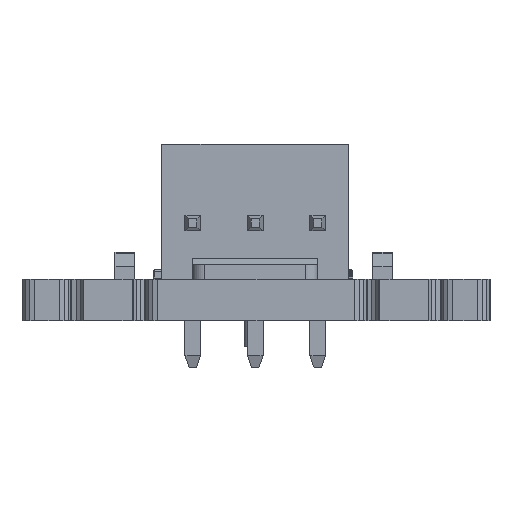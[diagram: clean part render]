
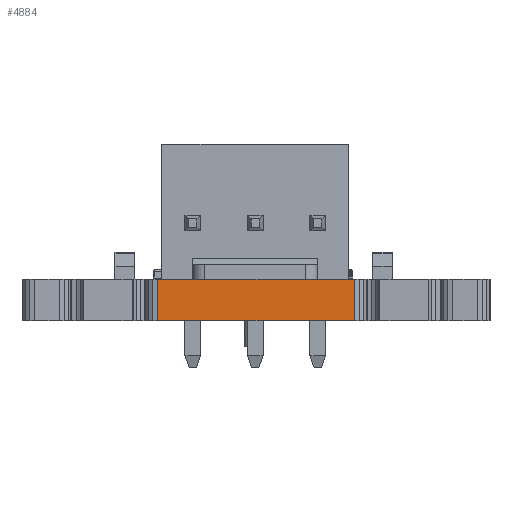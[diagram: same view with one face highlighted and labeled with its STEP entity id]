
A CAD part, left-side view. The second image highlights one B-rep face of the part: STEP entity #4884.
In plain terms, the highlighted planar face has unit normal (-1, 0, 0).
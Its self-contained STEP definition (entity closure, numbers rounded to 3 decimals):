
#107 = PLANE('',#108);
#108 = AXIS2_PLACEMENT_3D('',#109,#110,#111);
#109 = CARTESIAN_POINT('',(-10.546,-1.235,1.697));
#110 = DIRECTION('',(0.,0.,1.));
#111 = DIRECTION('',(1.,0.,0.));
#161 = PLANE('',#162);
#162 = AXIS2_PLACEMENT_3D('',#163,#164,#165);
#163 = CARTESIAN_POINT('',(-10.546,-1.235,0.));
#164 = DIRECTION('',(0.,0.,1.));
#165 = DIRECTION('',(1.,0.,0.));
#4776 = PLANE('',#4777);
#4777 = AXIS2_PLACEMENT_3D('',#4778,#4779,#4780);
#4778 = CARTESIAN_POINT('',(-15.052,4.28,0.));
#4779 = DIRECTION('',(-1.,0.015,0.));
#4780 = DIRECTION('',(0.015,1.,0.));
#4814 = VERTEX_POINT('',#4815);
#4815 = CARTESIAN_POINT('',(-15.052,4.281,1.697));
#4836 = EDGE_CURVE('',#4837,#4814,#4839,.T.);
#4837 = VERTEX_POINT('',#4838);
#4838 = CARTESIAN_POINT('',(-15.052,4.281,0.));
#4839 = SURFACE_CURVE('',#4840,(#4844,#4851),.PCURVE_S1.);
#4840 = LINE('',#4841,#4842);
#4841 = CARTESIAN_POINT('',(-15.052,4.281,0.));
#4842 = VECTOR('',#4843,1.);
#4843 = DIRECTION('',(0.,0.,1.));
#4844 = PCURVE('',#4776,#4845);
#4845 = DEFINITIONAL_REPRESENTATION('',(#4846),#4850);
#4846 = LINE('',#4847,#4848);
#4847 = CARTESIAN_POINT('',(0.,0.));
#4848 = VECTOR('',#4849,1.);
#4849 = DIRECTION('',(0.,-1.));
#4850 = ( GEOMETRIC_REPRESENTATION_CONTEXT(2) 
PARAMETRIC_REPRESENTATION_CONTEXT() REPRESENTATION_CONTEXT('2D SPACE',''
  ) );
#4851 = PCURVE('',#4852,#4857);
#4852 = PLANE('',#4853);
#4853 = AXIS2_PLACEMENT_3D('',#4854,#4855,#4856);
#4854 = CARTESIAN_POINT('',(-15.052,4.281,0.));
#4855 = DIRECTION('',(-1.,0.,0.));
#4856 = DIRECTION('',(0.,1.,0.));
#4857 = DEFINITIONAL_REPRESENTATION('',(#4858),#4862);
#4858 = LINE('',#4859,#4860);
#4859 = CARTESIAN_POINT('',(0.,0.));
#4860 = VECTOR('',#4861,1.);
#4861 = DIRECTION('',(0.,-1.));
#4862 = ( GEOMETRIC_REPRESENTATION_CONTEXT(2) 
PARAMETRIC_REPRESENTATION_CONTEXT() REPRESENTATION_CONTEXT('2D SPACE',''
  ) );
#4884 = ADVANCED_FACE('',(#4885),#4852,.T.);
#4885 = FACE_BOUND('',#4886,.T.);
#4886 = EDGE_LOOP('',(#4887,#4888,#4911,#4939));
#4887 = ORIENTED_EDGE('',*,*,#4836,.T.);
#4888 = ORIENTED_EDGE('',*,*,#4889,.T.);
#4889 = EDGE_CURVE('',#4814,#4890,#4892,.T.);
#4890 = VERTEX_POINT('',#4891);
#4891 = CARTESIAN_POINT('',(-15.052,12.28,1.697));
#4892 = SURFACE_CURVE('',#4893,(#4897,#4904),.PCURVE_S1.);
#4893 = LINE('',#4894,#4895);
#4894 = CARTESIAN_POINT('',(-15.052,4.281,1.697));
#4895 = VECTOR('',#4896,1.);
#4896 = DIRECTION('',(0.,1.,0.));
#4897 = PCURVE('',#4852,#4898);
#4898 = DEFINITIONAL_REPRESENTATION('',(#4899),#4903);
#4899 = LINE('',#4900,#4901);
#4900 = CARTESIAN_POINT('',(0.,-1.697));
#4901 = VECTOR('',#4902,1.);
#4902 = DIRECTION('',(1.,0.));
#4903 = ( GEOMETRIC_REPRESENTATION_CONTEXT(2) 
PARAMETRIC_REPRESENTATION_CONTEXT() REPRESENTATION_CONTEXT('2D SPACE',''
  ) );
#4904 = PCURVE('',#107,#4905);
#4905 = DEFINITIONAL_REPRESENTATION('',(#4906),#4910);
#4906 = LINE('',#4907,#4908);
#4907 = CARTESIAN_POINT('',(-4.505,5.515));
#4908 = VECTOR('',#4909,1.);
#4909 = DIRECTION('',(0.,1.));
#4910 = ( GEOMETRIC_REPRESENTATION_CONTEXT(2) 
PARAMETRIC_REPRESENTATION_CONTEXT() REPRESENTATION_CONTEXT('2D SPACE',''
  ) );
#4911 = ORIENTED_EDGE('',*,*,#4912,.F.);
#4912 = EDGE_CURVE('',#4913,#4890,#4915,.T.);
#4913 = VERTEX_POINT('',#4914);
#4914 = CARTESIAN_POINT('',(-15.052,12.28,0.));
#4915 = SURFACE_CURVE('',#4916,(#4920,#4927),.PCURVE_S1.);
#4916 = LINE('',#4917,#4918);
#4917 = CARTESIAN_POINT('',(-15.052,12.28,0.));
#4918 = VECTOR('',#4919,1.);
#4919 = DIRECTION('',(0.,0.,1.));
#4920 = PCURVE('',#4852,#4921);
#4921 = DEFINITIONAL_REPRESENTATION('',(#4922),#4926);
#4922 = LINE('',#4923,#4924);
#4923 = CARTESIAN_POINT('',(8.,0.));
#4924 = VECTOR('',#4925,1.);
#4925 = DIRECTION('',(0.,-1.));
#4926 = ( GEOMETRIC_REPRESENTATION_CONTEXT(2) 
PARAMETRIC_REPRESENTATION_CONTEXT() REPRESENTATION_CONTEXT('2D SPACE',''
  ) );
#4927 = PCURVE('',#4928,#4933);
#4928 = PLANE('',#4929);
#4929 = AXIS2_PLACEMENT_3D('',#4930,#4931,#4932);
#4930 = CARTESIAN_POINT('',(-15.052,12.28,0.));
#4931 = DIRECTION('',(-0.017,-1.,0.));
#4932 = DIRECTION('',(-1.,0.017,0.));
#4933 = DEFINITIONAL_REPRESENTATION('',(#4934),#4938);
#4934 = LINE('',#4935,#4936);
#4935 = CARTESIAN_POINT('',(0.,0.));
#4936 = VECTOR('',#4937,1.);
#4937 = DIRECTION('',(0.,-1.));
#4938 = ( GEOMETRIC_REPRESENTATION_CONTEXT(2) 
PARAMETRIC_REPRESENTATION_CONTEXT() REPRESENTATION_CONTEXT('2D SPACE',''
  ) );
#4939 = ORIENTED_EDGE('',*,*,#4940,.F.);
#4940 = EDGE_CURVE('',#4837,#4913,#4941,.T.);
#4941 = SURFACE_CURVE('',#4942,(#4946,#4953),.PCURVE_S1.);
#4942 = LINE('',#4943,#4944);
#4943 = CARTESIAN_POINT('',(-15.052,4.281,0.));
#4944 = VECTOR('',#4945,1.);
#4945 = DIRECTION('',(0.,1.,0.));
#4946 = PCURVE('',#4852,#4947);
#4947 = DEFINITIONAL_REPRESENTATION('',(#4948),#4952);
#4948 = LINE('',#4949,#4950);
#4949 = CARTESIAN_POINT('',(0.,0.));
#4950 = VECTOR('',#4951,1.);
#4951 = DIRECTION('',(1.,0.));
#4952 = ( GEOMETRIC_REPRESENTATION_CONTEXT(2) 
PARAMETRIC_REPRESENTATION_CONTEXT() REPRESENTATION_CONTEXT('2D SPACE',''
  ) );
#4953 = PCURVE('',#161,#4954);
#4954 = DEFINITIONAL_REPRESENTATION('',(#4955),#4959);
#4955 = LINE('',#4956,#4957);
#4956 = CARTESIAN_POINT('',(-4.505,5.515));
#4957 = VECTOR('',#4958,1.);
#4958 = DIRECTION('',(0.,1.));
#4959 = ( GEOMETRIC_REPRESENTATION_CONTEXT(2) 
PARAMETRIC_REPRESENTATION_CONTEXT() REPRESENTATION_CONTEXT('2D SPACE',''
  ) );
